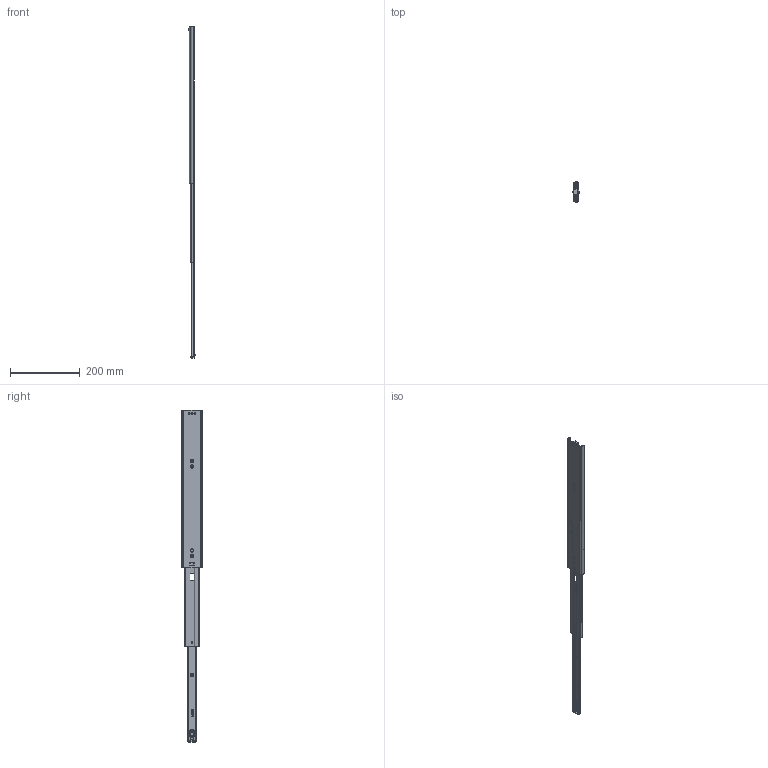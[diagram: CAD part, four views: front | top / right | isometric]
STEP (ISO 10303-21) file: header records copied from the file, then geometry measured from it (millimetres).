
FILE_DESCRIPTION(/* description */ ('Überauszug Serie 037 450x500'),/* implementation_level */ '2;1');
FILE_NAME(/* name */ '07000063004.stp',/* time_stamp */ '2020-06-18T13:07:15+02:00',/* author */ ('Dennis Bruder'),/* organization */ (''),/* preprocessor_version */ 'ST-DEVELOPER v18',/* originating_system */ 'Autodesk Inventor 2020',/* authorisation */ '');
FILE_SCHEMA (('AUTOMOTIVE_DESIGN { 1 0 10303 214 3 1 1 }'));
Products named in the file (1): 07000063004
Bounding box: 17.35 x 57.39 x 950 mm (x, y, z)
Volume: 175815.3 mm3; surface area: 227147 mm2
Topology: 62 solids, 62 shells, 3049 faces, 9102 edges, 6068 vertices
Faces by surface type: plane 1445, cylinder 798, cone 392, bspline 185, torus 177, sphere 52
Full cylindrical faces by diameter (mm): 1 x8, 3.5 x2, 4.5 x8, 4.6 x7, 5 x4, 5.9 x3, 6 x4, 8 x6, 8.2 x2
Entity records: 128541 total; most frequent: CARTESIAN_POINT 46507, ORIENTED_EDGE 17992, DIRECTION 14947, EDGE_CURVE 8996, VERTEX_POINT 6068, AXIS2_PLACEMENT_3D 5195, LINE 4557, VECTOR 4557
